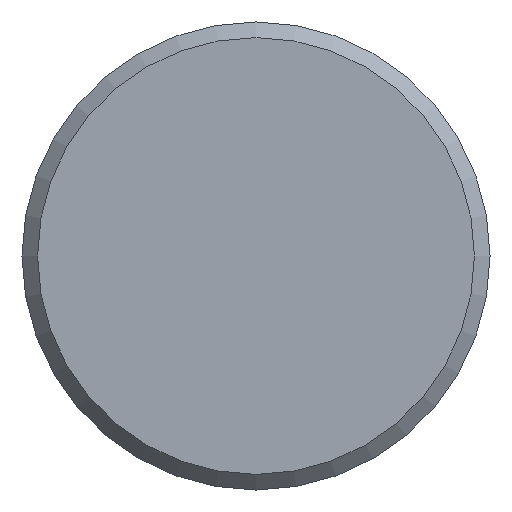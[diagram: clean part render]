
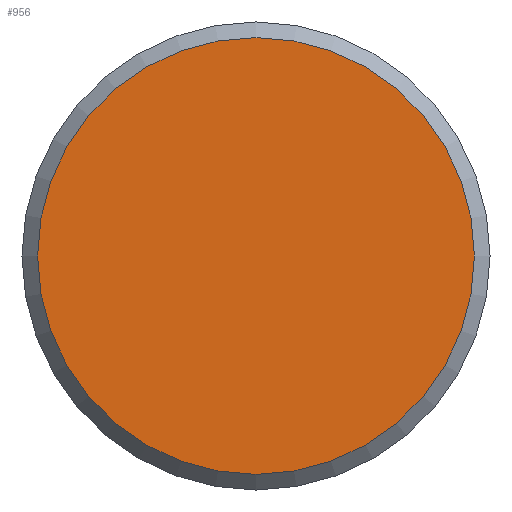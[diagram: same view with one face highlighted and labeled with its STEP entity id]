
A CAD part, front view. The second image highlights one B-rep face of the part: STEP entity #956.
In plain terms, the highlighted planar face has unit normal (0, -1, 0).
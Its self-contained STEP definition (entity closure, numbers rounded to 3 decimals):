
#55=PLANE('',#1090);
#236=FACE_OUTER_BOUND('',#297,.T.);
#297=EDGE_LOOP('',(#817));
#361=CIRCLE('',#1084,14.);
#451=VERTEX_POINT('',#1699);
#576=EDGE_CURVE('',#451,#451,#361,.T.);
#817=ORIENTED_EDGE('',*,*,#576,.F.);
#956=ADVANCED_FACE('',(#236),#55,.T.);
#1084=AXIS2_PLACEMENT_3D('',#1700,#1360,#1361);
#1090=AXIS2_PLACEMENT_3D('',#1712,#1374,#1375);
#1360=DIRECTION('center_axis',(0.,1.,0.));
#1361=DIRECTION('ref_axis',(-1.,0.,0.));
#1374=DIRECTION('center_axis',(0.,-1.,0.));
#1375=DIRECTION('ref_axis',(0.,0.,-1.));
#1699=CARTESIAN_POINT('',(14.,0.,0.));
#1700=CARTESIAN_POINT('Origin',(0.,0.,
0.));
#1712=CARTESIAN_POINT('Origin',(7.5,0.,0.));
